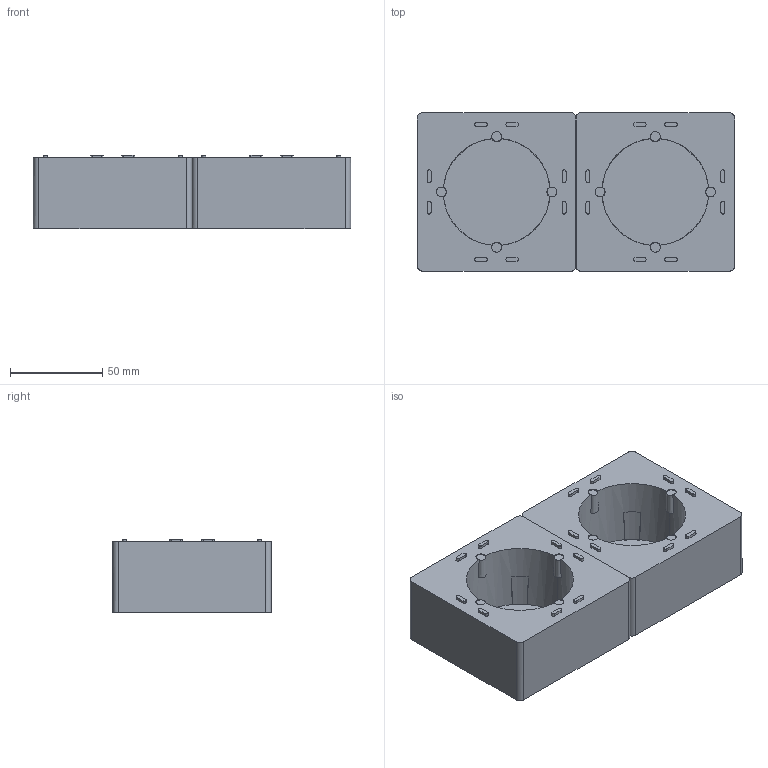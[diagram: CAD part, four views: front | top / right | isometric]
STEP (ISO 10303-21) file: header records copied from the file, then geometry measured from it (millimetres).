
FILE_DESCRIPTION (( 'STEP AP203' ), '1' );
FILE_NAME ('Korobka_nakl_montazha_2.STEP', '2025-09-04T10:16:58', ( '' ), ( '' ), 'SwSTEP 2.0', 'SolidWorks 2022', '' );
FILE_SCHEMA (( 'CONFIG_CONTROL_DESIGN' ));
Length unit declared in the file: millimetre
Products named in the file (1): Korobka_nakl_montazha_2
Bounding box: 171.78 x 85.9 x 40 mm (x, y, z)
Volume: 373263.5 mm3; surface area: 69693.4 mm2
Topology: 2 solids, 2 shells, 180 faces, 458 edges, 300 vertices
Faces by surface type: plane 78, cylinder 54, cone 32, torus 8, bspline 8
Entity records: 5925 total; most frequent: CARTESIAN_POINT 1579, ORIENTED_EDGE 916, DIRECTION 880, EDGE_CURVE 458, AXIS2_PLACEMENT_3D 345, VERTEX_POINT 300, EDGE_LOOP 198, LINE 190
